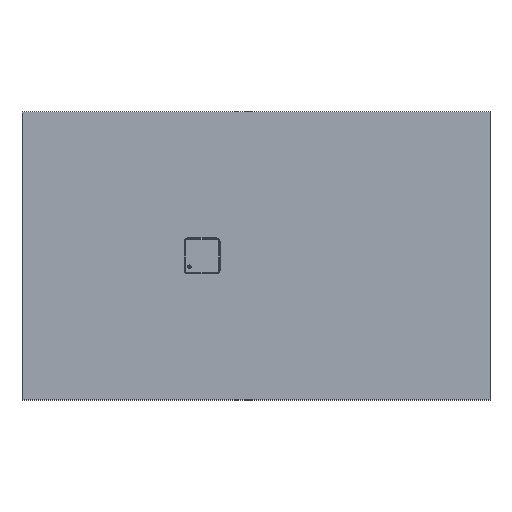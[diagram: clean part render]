
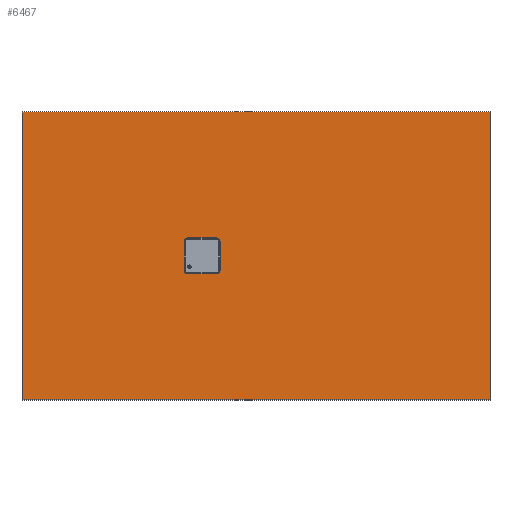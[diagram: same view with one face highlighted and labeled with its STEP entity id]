
A CAD part, top view. The second image highlights one B-rep face of the part: STEP entity #6467.
In plain terms, the highlighted planar face has unit normal (0, 0, 1).
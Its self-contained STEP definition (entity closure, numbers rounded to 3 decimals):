
#843=FACE_OUTER_BOUND('',#1285,.T.);
#1285=EDGE_LOOP('',(#5723,#5724,#5725,#5726));
#1875=LINE('',#10788,#2511);
#1879=LINE('',#10796,#2515);
#1882=LINE('',#10802,#2518);
#1885=LINE('',#10807,#2521);
#2511=VECTOR('',#8930,10.);
#2515=VECTOR('',#8936,10.);
#2518=VECTOR('',#8941,10.);
#2521=VECTOR('',#8946,10.);
#3131=VERTEX_POINT('',#10786);
#3132=VERTEX_POINT('',#10787);
#3135=VERTEX_POINT('',#10795);
#3137=VERTEX_POINT('',#10801);
#3999=EDGE_CURVE('',#3131,#3132,#1875,.T.);
#4003=EDGE_CURVE('',#3135,#3131,#1879,.T.);
#4006=EDGE_CURVE('',#3137,#3135,#1882,.T.);
#4009=EDGE_CURVE('',#3132,#3137,#1885,.T.);
#5723=ORIENTED_EDGE('',*,*,#4009,.F.);
#5724=ORIENTED_EDGE('',*,*,#3999,.F.);
#5725=ORIENTED_EDGE('',*,*,#4003,.F.);
#5726=ORIENTED_EDGE('',*,*,#4006,.F.);
#6085=PLANE('',#7136);
#6467=ADVANCED_FACE('',(#843),#6085,.T.);
#7136=AXIS2_PLACEMENT_3D('',#10809,#8948,#8949);
#8930=DIRECTION('',(0.,-1.,0.));
#8936=DIRECTION('',(1.,0.,0.));
#8941=DIRECTION('',(0.,1.,0.));
#8946=DIRECTION('',(-1.,0.,0.));
#8948=DIRECTION('center_axis',(0.,0.,1.));
#8949=DIRECTION('ref_axis',(1.,0.,0.));
#10786=CARTESIAN_POINT('',(800.,400.,0.));
#10787=CARTESIAN_POINT('',(800.,-400.,0.));
#10788=CARTESIAN_POINT('',(800.,400.,0.));
#10795=CARTESIAN_POINT('',(-500.,400.,0.));
#10796=CARTESIAN_POINT('',(-500.,400.,0.));
#10801=CARTESIAN_POINT('',(-500.,-400.,0.));
#10802=CARTESIAN_POINT('',(-500.,-400.,0.));
#10807=CARTESIAN_POINT('',(800.,-400.,0.));
#10809=CARTESIAN_POINT('Origin',(150.,0.,0.));
